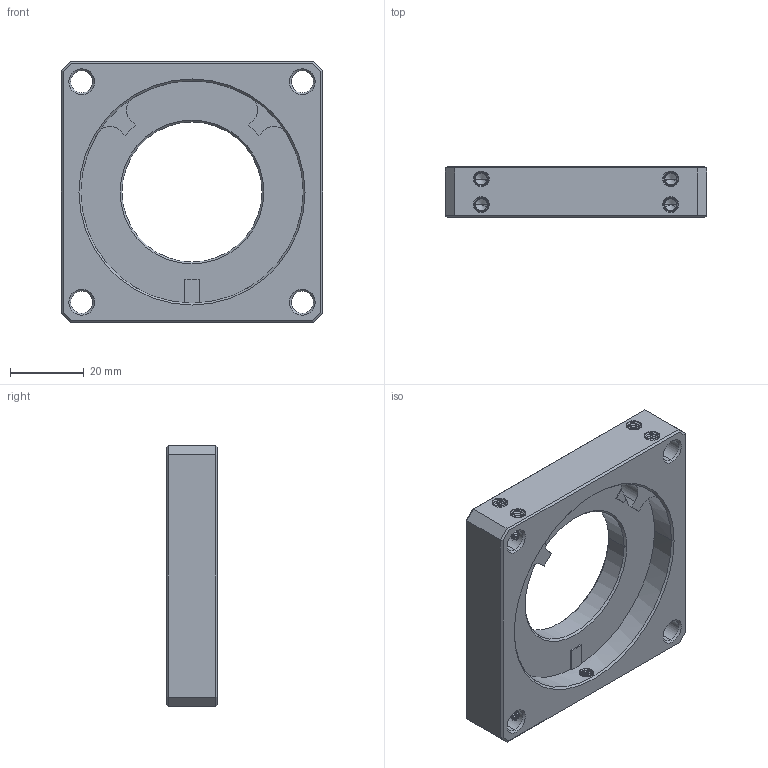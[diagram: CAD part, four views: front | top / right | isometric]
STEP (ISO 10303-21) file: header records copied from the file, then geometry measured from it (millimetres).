
FILE_DESCRIPTION((''),'2;1');
FILE_NAME('MCP-D28','2023-08-03T10:17:37',('R&D'),(''),'CREO PARAMETRIC BY PTC INC, 2021063','CREO PARAMETRIC BY PTC INC, 2021063','');
FILE_SCHEMA(('CONFIG_CONTROL_DESIGN'));
Products named in the file (1): MCP-D28
Bounding box: 71.12 x 13.97 x 71.12 mm (x, y, z)
Volume: 39934 mm3; surface area: 17116.9 mm2
Topology: 1 solids, 10 shells, 610 faces, 1747 edges, 1120 vertices
Faces by surface type: bspline 252, cylinder 250, cone 58, plane 50
Entity records: 62161 total; most frequent: CARTESIAN_POINT 48993, ORIENTED_EDGE 3410, EDGE_CURVE 1731, DIRECTION 1569, VERTEX_POINT 1120, B_SPLINE_CURVE_WITH_KNOTS 1065, EDGE_LOOP 651, FACE_OUTER_BOUND 610
